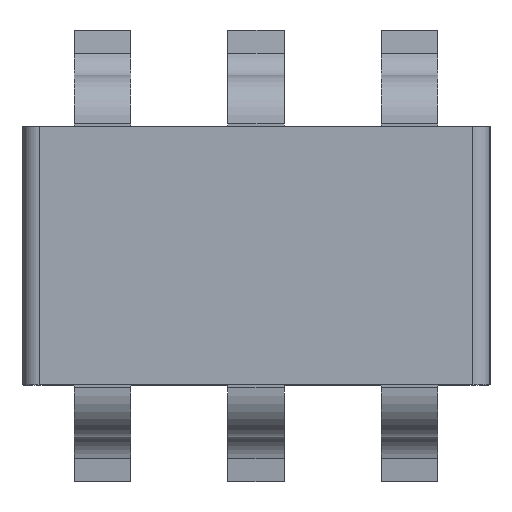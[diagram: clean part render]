
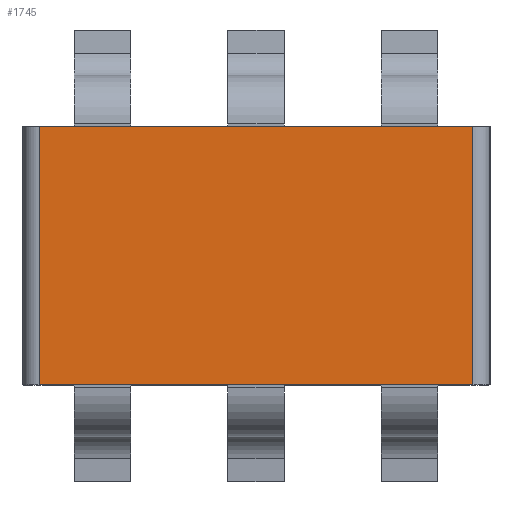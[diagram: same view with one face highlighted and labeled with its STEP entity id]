
A CAD part, top view. The second image highlights one B-rep face of the part: STEP entity #1745.
In plain terms, the highlighted planar face has unit normal (0, 0, 1).
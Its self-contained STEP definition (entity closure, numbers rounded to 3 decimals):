
#163=FACE_OUTER_BOUND('',#261,.T.);
#261=EDGE_LOOP('',(#1206,#1207,#1208,#1209));
#370=LINE('',#2661,#566);
#371=LINE('',#2667,#567);
#373=LINE('',#2671,#569);
#374=LINE('',#2672,#570);
#566=VECTOR('',#2122,1.);
#567=VECTOR('',#2129,1.);
#569=VECTOR('',#2133,1.);
#570=VECTOR('',#2134,1.);
#760=VERTEX_POINT('',#2658);
#761=VERTEX_POINT('',#2660);
#763=VERTEX_POINT('',#2665);
#764=VERTEX_POINT('',#2670);
#935=EDGE_CURVE('',#761,#760,#370,.T.);
#938=EDGE_CURVE('',#760,#763,#371,.T.);
#940=EDGE_CURVE('',#763,#764,#373,.T.);
#941=EDGE_CURVE('',#761,#764,#374,.T.);
#1206=ORIENTED_EDGE('',*,*,#940,.T.);
#1207=ORIENTED_EDGE('',*,*,#941,.F.);
#1208=ORIENTED_EDGE('',*,*,#935,.T.);
#1209=ORIENTED_EDGE('',*,*,#938,.T.);
#1672=PLANE('',#1921);
#1745=ADVANCED_FACE('',(#163),#1672,.T.);
#1921=AXIS2_PLACEMENT_3D('',#2669,#2131,#2132);
#2122=DIRECTION('',(1.,0.,0.));
#2129=DIRECTION('',(0.,1.,0.));
#2131=DIRECTION('center_axis',(0.,0.,1.));
#2132=DIRECTION('ref_axis',(1.,0.,0.));
#2133=DIRECTION('',(-1.,0.,0.));
#2134=DIRECTION('',(0.,1.,0.));
#2658=CARTESIAN_POINT('',(1.344,-0.8,0.382));
#2660=CARTESIAN_POINT('',(-1.344,-0.8,0.382));
#2661=CARTESIAN_POINT('',(1.344,-0.8,0.382));
#2665=CARTESIAN_POINT('',(1.344,0.8,0.382));
#2667=CARTESIAN_POINT('',(1.344,0.,0.382));
#2669=CARTESIAN_POINT('Origin',(0.,0.,
0.382));
#2670=CARTESIAN_POINT('',(-1.344,0.8,0.382));
#2671=CARTESIAN_POINT('',(1.344,0.8,0.382));
#2672=CARTESIAN_POINT('',(-1.344,0.,0.382));
